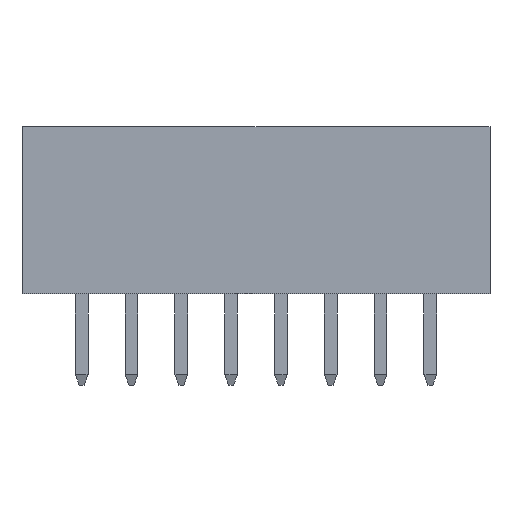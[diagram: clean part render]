
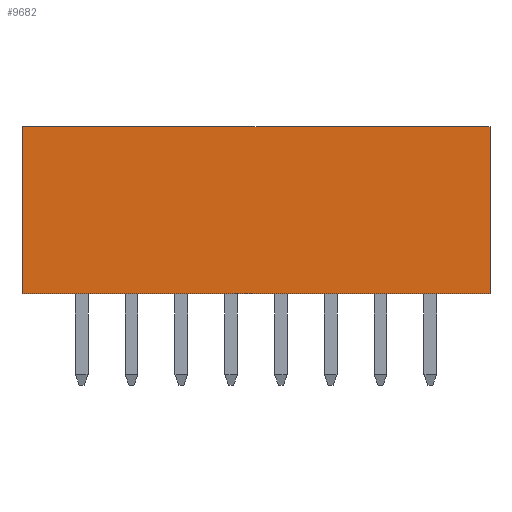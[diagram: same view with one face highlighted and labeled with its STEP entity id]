
A CAD part, front view. The second image highlights one B-rep face of the part: STEP entity #9682.
In plain terms, the highlighted planar face has unit normal (0, -1, 0).
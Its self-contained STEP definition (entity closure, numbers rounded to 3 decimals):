
#414 = EDGE_CURVE ( 'NONE', #2727, #13292, #4183, .T. ) ;
#711 = ORIENTED_EDGE ( 'NONE', *, *, #3661, .F. ) ;
#1460 = ORIENTED_EDGE ( 'NONE', *, *, #414, .T. ) ;
#1673 = DIRECTION ( 'NONE',  ( 0., 0., -1. ) ) ;
#1881 = PLANE ( 'NONE',  #14269 ) ;
#2409 = EDGE_CURVE ( 'NONE', #17794, #2727, #4566, .T. ) ;
#2479 = CARTESIAN_POINT ( 'NONE',  ( -5.875, -1.6, 4.2 ) ) ;
#2573 = CARTESIAN_POINT ( 'NONE',  ( -5.875, -1.6, 0. ) ) ;
#2727 = VERTEX_POINT ( 'NONE', #10062 ) ;
#3068 = VECTOR ( 'NONE', #17840, 1000. ) ;
#3437 = CARTESIAN_POINT ( 'NONE',  ( 5.875, -1.6, 4.2 ) ) ;
#3661 = EDGE_CURVE ( 'NONE', #17794, #16938, #12590, .T. ) ;
#3897 = FACE_OUTER_BOUND ( 'NONE', #17782, .T. ) ;
#4183 = LINE ( 'NONE', #2573, #3068 ) ;
#4353 = DIRECTION ( 'NONE',  ( 0., 0., 1. ) ) ;
#4566 = LINE ( 'NONE', #8896, #5580 ) ;
#5580 = VECTOR ( 'NONE', #1673, 1000. ) ;
#7115 = DIRECTION ( 'NONE',  ( 0., 1., 0. ) ) ;
#8896 = CARTESIAN_POINT ( 'NONE',  ( -5.875, -1.6, 4.2 ) ) ;
#9682 = ADVANCED_FACE ( 'NONE', ( #3897 ), #1881, .F. ) ;
#10062 = CARTESIAN_POINT ( 'NONE',  ( -5.875, -1.6, 0. ) ) ;
#12523 = VECTOR ( 'NONE', #16462, 1000. ) ;
#12590 = LINE ( 'NONE', #2479, #12523 ) ;
#13078 = CARTESIAN_POINT ( 'NONE',  ( -5.875, -1.6, 4.2 ) ) ;
#13292 = VERTEX_POINT ( 'NONE', #17348 ) ;
#14269 = AXIS2_PLACEMENT_3D ( 'NONE', #13078, #7115, #4353 ) ;
#14395 = CARTESIAN_POINT ( 'NONE',  ( -5.875, -1.6, 4.2 ) ) ;
#14604 = DIRECTION ( 'NONE',  ( 0., 0., -1. ) ) ;
#14932 = ORIENTED_EDGE ( 'NONE', *, *, #17602, .F. ) ;
#15398 = CARTESIAN_POINT ( 'NONE',  ( 5.875, -1.6, 4.2 ) ) ;
#15581 = VECTOR ( 'NONE', #14604, 1000. ) ;
#15974 = LINE ( 'NONE', #3437, #15581 ) ;
#16462 = DIRECTION ( 'NONE',  ( 1., 0., 0. ) ) ;
#16724 = ORIENTED_EDGE ( 'NONE', *, *, #2409, .T. ) ;
#16938 = VERTEX_POINT ( 'NONE', #15398 ) ;
#17348 = CARTESIAN_POINT ( 'NONE',  ( 5.875, -1.6, 0. ) ) ;
#17602 = EDGE_CURVE ( 'NONE', #16938, #13292, #15974, .T. ) ;
#17782 = EDGE_LOOP ( 'NONE', ( #1460, #14932, #711, #16724 ) ) ;
#17794 = VERTEX_POINT ( 'NONE', #14395 ) ;
#17840 = DIRECTION ( 'NONE',  ( 1., 0., 0. ) ) ;
